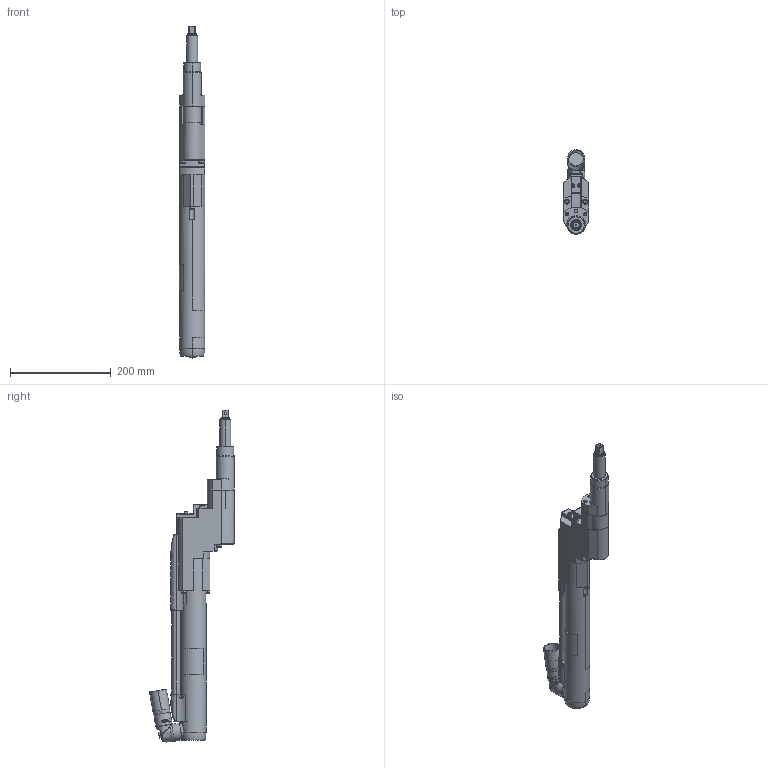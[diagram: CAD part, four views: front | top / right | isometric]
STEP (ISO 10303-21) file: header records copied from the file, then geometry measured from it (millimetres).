
FILE_DESCRIPTION((''),'2;1');
FILE_NAME('EXT_COMP_SW0010','2024-02-06T11:07:38',('INEdipo'),(''),'CREO PARAMETRIC BY PTC INC, 2022414','CREO PARAMETRIC BY PTC INC, 2022414','');
FILE_SCHEMA(('AP242_MANAGED_MODEL_BASED_3D_ENGINEERING_MIM_LF { 1 0 10303 442 1 1 4 }'));
Products named in the file (1): EXT_COMP_SW0010
Bounding box: 50.48 x 168.31 x 658.37 mm (x, y, z)
Volume: 1518647.9 mm3; surface area: 186815.2 mm2
Topology: 1 solids, 1 shells, 1509 faces, 4048 edges, 2585 vertices
Faces by surface type: plane 718, cylinder 344, bspline 218, torus 136, cone 73, extrusion 8, sphere 8, revolution 4
Entity records: 72526 total; most frequent: CARTESIAN_POINT 26168, ORIENTED_EDGE 8064, DIRECTION 6748, EDGE_CURVE 4032, VERTEX_POINT 2584, AXIS2_PLACEMENT_3D 2417, VECTOR 1910, LINE 1902
